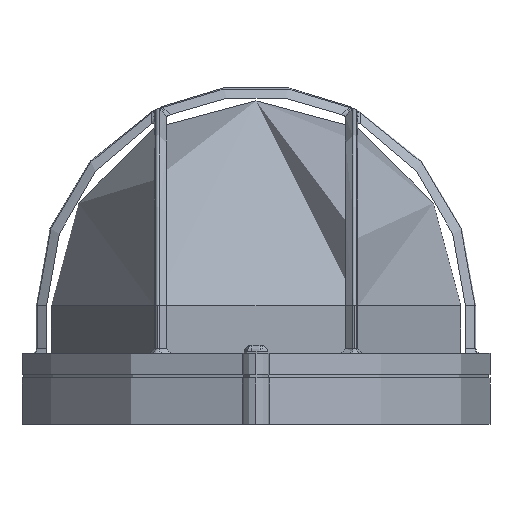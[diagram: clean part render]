
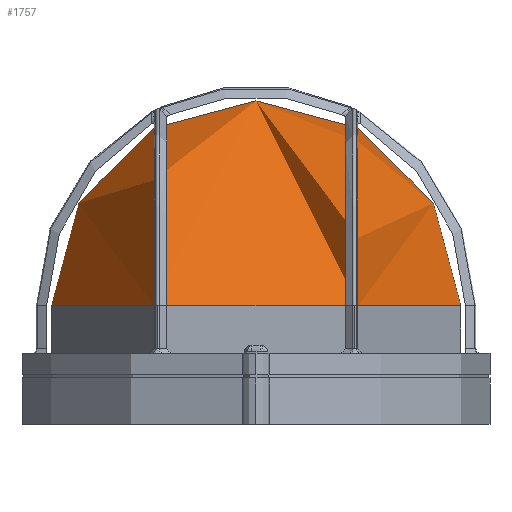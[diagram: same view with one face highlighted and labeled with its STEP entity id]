
A CAD part, left-side view. The second image highlights one B-rep face of the part: STEP entity #1757.
In plain terms, the highlighted spherical face has radius 66.5 mm.
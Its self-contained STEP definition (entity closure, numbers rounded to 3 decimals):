
#115 = AXIS2_PLACEMENT_3D ( 'NONE', #4589, #10039, #5372 ) ;
#194 = SPHERICAL_SURFACE ( 'NONE', #6961, 66.5 ) ;
#262 = CARTESIAN_POINT ( 'NONE',  ( -54., 0., 38.5 ) ) ;
#659 = VERTEX_POINT ( 'NONE', #1103 ) ;
#700 = EDGE_CURVE ( 'NONE', #659, #2504, #2456, .T. ) ;
#1035 = DIRECTION ( 'NONE',  ( 0., 1., 0. ) ) ;
#1103 = CARTESIAN_POINT ( 'NONE',  ( -54., 66.5, 38.5 ) ) ;
#1190 = CARTESIAN_POINT ( 'NONE',  ( -54., 0., 38.5 ) ) ;
#1537 = CIRCLE ( 'NONE', #6133, 66.5 ) ;
#1604 = EDGE_CURVE ( 'NONE', #3436, #659, #5992, .T. ) ;
#1683 = DIRECTION ( 'NONE',  ( 1., 0., 0. ) ) ;
#1757 = ADVANCED_FACE ( 'NONE', ( #2273 ), #194, .T. ) ;
#1986 = DIRECTION ( 'NONE',  ( 0., 1., 0. ) ) ;
#2088 = AXIS2_PLACEMENT_3D ( 'NONE', #1190, #6724, #1986 ) ;
#2273 = FACE_OUTER_BOUND ( 'NONE', #2948, .T. ) ;
#2456 = CIRCLE ( 'NONE', #2088, 66.5 ) ;
#2504 = VERTEX_POINT ( 'NONE', #3099 ) ;
#2948 = EDGE_LOOP ( 'NONE', ( #5696, #8341, #8346 ) ) ;
#3099 = CARTESIAN_POINT ( 'NONE',  ( -54., 0., 105. ) ) ;
#3436 = VERTEX_POINT ( 'NONE', #7547 ) ;
#4589 = CARTESIAN_POINT ( 'NONE',  ( -54., 0., 38.5 ) ) ;
#5372 = DIRECTION ( 'NONE',  ( 1., 0., 0. ) ) ;
#5696 = ORIENTED_EDGE ( 'NONE', *, *, #700, .F. ) ;
#5767 = DIRECTION ( 'NONE',  ( 1., 0., 0. ) ) ;
#5992 = CIRCLE ( 'NONE', #115, 66.5 ) ;
#6133 = AXIS2_PLACEMENT_3D ( 'NONE', #262, #5767, #1035 ) ;
#6436 = CARTESIAN_POINT ( 'NONE',  ( -54., 0., 38.5 ) ) ;
#6724 = DIRECTION ( 'NONE',  ( 1., 0., 0. ) ) ;
#6961 = AXIS2_PLACEMENT_3D ( 'NONE', #6436, #8736, #1683 ) ;
#7547 = CARTESIAN_POINT ( 'NONE',  ( -54., -66.5, 38.5 ) ) ;
#8341 = ORIENTED_EDGE ( 'NONE', *, *, #1604, .F. ) ;
#8346 = ORIENTED_EDGE ( 'NONE', *, *, #8392, .F. ) ;
#8392 = EDGE_CURVE ( 'NONE', #2504, #3436, #1537, .T. ) ;
#8736 = DIRECTION ( 'NONE',  ( 0., 1., 0. ) ) ;
#10039 = DIRECTION ( 'NONE',  ( 0., 0., -1. ) ) ;
